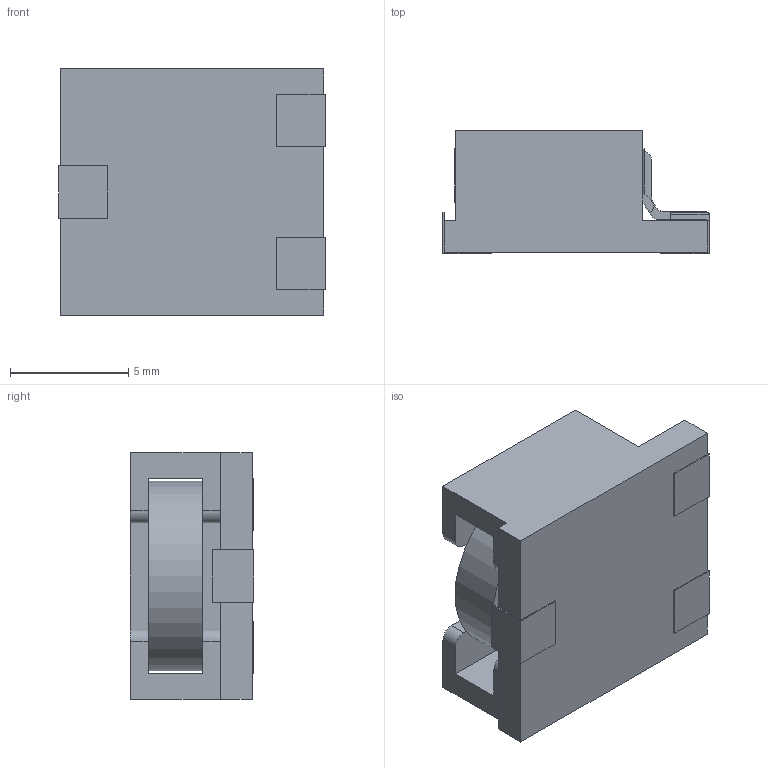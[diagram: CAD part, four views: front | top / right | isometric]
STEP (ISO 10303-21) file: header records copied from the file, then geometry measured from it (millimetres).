
FILE_DESCRIPTION (( 'STEP AP214' ), '1' );
FILE_NAME ('Coilcraft-SER1052.STEP', '2019-01-30T12:45:32', ( '' ), ( '' ), 'SwSTEP 2.0', 'SolidWorks 2019', '' );
FILE_SCHEMA (( 'AUTOMOTIVE_DESIGN' ));
Length unit declared in the file: millimetre
Products named in the file (1): Coilcraft-SER1052
Bounding box: 11.25 x 5.2 x 10.4 mm (x, y, z)
Volume: 426.5 mm3; surface area: 752.4 mm2
Topology: 1 solids, 1 shells, 377 faces, 994 edges, 637 vertices
Faces by surface type: plane 269, bspline 85, cylinder 23
Entity records: 19175 total; most frequent: CARTESIAN_POINT 6256, ORIENTED_EDGE 1988, DIRECTION 1454, EDGE_CURVE 994, VECTOR 772, LINE 772, VERTEX_POINT 637, EDGE_LOOP 401
